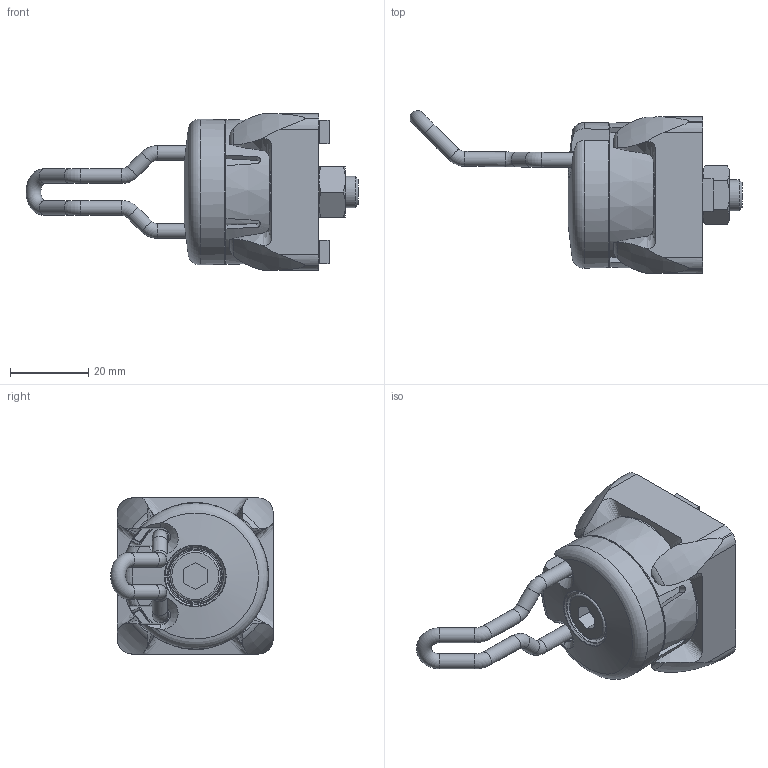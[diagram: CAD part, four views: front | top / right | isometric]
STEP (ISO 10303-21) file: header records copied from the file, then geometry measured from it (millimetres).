
FILE_DESCRIPTION(/* description */ ('STEP AP214'),/* implementation_level */ '2;1');
FILE_NAME(/* name */ '6TH24074NA5020S01',/* time_stamp */ '2025-11-14T16:46:57+01:00',/* author */ ('License CC BY-ND 4.0'),/* organization */ ('CADENAS'),/* preprocessor_version */ 'ST-DEVELOPER v20',/* originating_system */ 'PARTsolutions',/* authorisation */ ' ');
FILE_SCHEMA (('AUTOMOTIVE_DESIGN {1 0 10303 214 3 1 1}'));
Length unit declared in the file: millimetre
Products named in the file (7): 6TH24074NA5020S01; 6TH24074NA5020S01_1; 6TH24074NA5020S01_3; 6TH24074NA5020S01_5; 6TH24074NA5020S01_6; 6TH24074NA5020S01_4; 6TH24074NA5020S01_2
Assembly tree (7 placements, depth 2):
  6TH24074NA5020S01
    6TH24074NA5020S01_1
    6TH24074NA5020S01_3
    6TH24074NA5020S01_5
    6TH24074NA5020S01_6
    6TH24074NA5020S01_4
    6TH24074NA5020S01_2  x2
Bounding box: 85 x 41.68 x 40 mm (x, y, z)
Volume: 42093.5 mm3; surface area: 21133.7 mm2
Topology: 7 solids, 7 shells, 391 faces, 1050 edges, 688 vertices
Faces by surface type: plane 163, cylinder 149, torus 44, cone 30, bspline 4, sphere 1
Full cylindrical faces by diameter (mm): 3.8 x8, 6.647 x1, 8 x1, 13 x1
Entity records: 11528 total; most frequent: CARTESIAN_POINT 2632, DIRECTION 1819, ORIENTED_EDGE 1810, EDGE_CURVE 905, AXIS2_PLACEMENT_3D 700, VERTEX_POINT 615, LINE 419, VECTOR 419
